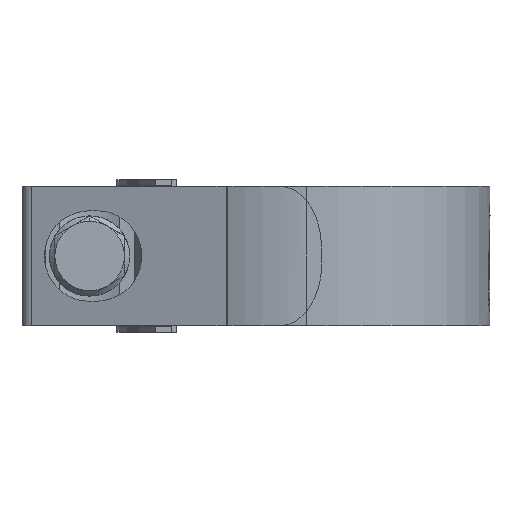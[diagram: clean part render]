
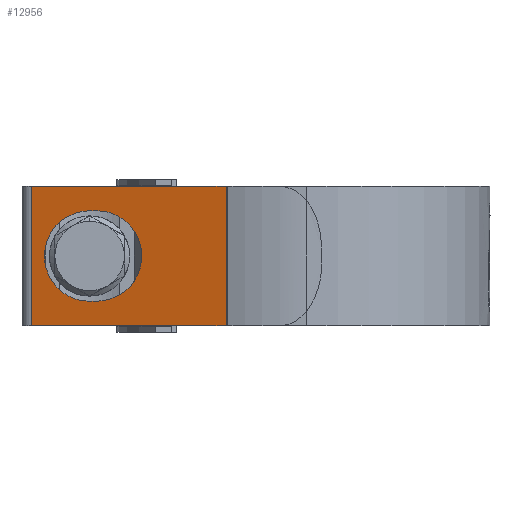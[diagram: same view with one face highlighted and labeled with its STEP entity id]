
A CAD part, left-side view. The second image highlights one B-rep face of the part: STEP entity #12956.
In plain terms, the highlighted planar face has unit normal (-0.957, 0.29, 0).
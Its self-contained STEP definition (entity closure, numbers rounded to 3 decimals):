
#113 = CARTESIAN_POINT ( 'NONE',  ( -16.389, 39.567, -10. ) ) ;
#393 = ORIENTED_EDGE ( 'NONE', *, *, #24719, .F. ) ;
#639 = VERTEX_POINT ( 'NONE', #18118 ) ;
#1184 = CARTESIAN_POINT ( 'NONE',  ( -24.86, 11.566, 10. ) ) ;
#1654 = ORIENTED_EDGE ( 'NONE', *, *, #13899, .T. ) ;
#1697 = VERTEX_POINT ( 'NONE', #3253 ) ;
#1807 = CARTESIAN_POINT ( 'NONE',  ( -19.227, 30.185, -6.5 ) ) ;
#2773 = LINE ( 'NONE', #33299, #3185 ) ;
#2850 = CARTESIAN_POINT ( 'NONE',  ( -19.227, 30.185, 6.5 ) ) ;
#3044 = DIRECTION ( 'NONE',  ( 0.29, 0.957, 0. ) ) ;
#3105 =( BOUNDED_CURVE ( )  B_SPLINE_CURVE ( 3, ( #1807, #4542, #10200, #32321 ),
 .UNSPECIFIED., .F., .T. ) 
 B_SPLINE_CURVE_WITH_KNOTS ( ( 4, 4 ),
 ( 4.712, 7.854 ),
 .UNSPECIFIED. ) 
 CURVE ( )  GEOMETRIC_REPRESENTATION_ITEM ( )  RATIONAL_B_SPLINE_CURVE ( ( 1., 0.333, 0.333, 1. ) ) 
 REPRESENTATION_ITEM ( '' )  );
#3122 = DIRECTION ( 'NONE',  ( -0.29, -0.957, 0. ) ) ;
#3185 = VECTOR ( 'NONE', #24945, 1000. ) ;
#3253 = CARTESIAN_POINT ( 'NONE',  ( -18.924, 31.185, 6.5 ) ) ;
#4542 = CARTESIAN_POINT ( 'NONE',  ( -23.16, 17.185, -6.5 ) ) ;
#4888 = VECTOR ( 'NONE', #3044, 1000. ) ;
#5826 = DIRECTION ( 'NONE',  ( -0.29, -0.957, 0. ) ) ;
#6268 = DIRECTION ( 'NONE',  ( 0.29, 0.957, 0. ) ) ;
#6538 = AXIS2_PLACEMENT_3D ( 'NONE', #1184, #28236, #6268 ) ;
#8171 = VERTEX_POINT ( 'NONE', #32359 ) ;
#10200 = CARTESIAN_POINT ( 'NONE',  ( -23.16, 17.185, 6.5 ) ) ;
#10440 = VERTEX_POINT ( 'NONE', #25694 ) ;
#10992 = EDGE_CURVE ( 'NONE', #8171, #24139, #3105, .T. ) ;
#12830 = VERTEX_POINT ( 'NONE', #113 ) ;
#12956 = ADVANCED_FACE ( 'NONE', ( #17337, #30956 ), #17158, .F. ) ;
#13899 = EDGE_CURVE ( 'NONE', #12830, #639, #20539, .T. ) ;
#14007 = LINE ( 'NONE', #14375, #15366 ) ;
#14135 = VECTOR ( 'NONE', #3122, 1000. ) ;
#14375 = CARTESIAN_POINT ( 'NONE',  ( -24.86, 11.566, -6.5 ) ) ;
#15116 = CARTESIAN_POINT ( 'NONE',  ( -16.389, 39.567, 10. ) ) ;
#15356 = DIRECTION ( 'NONE',  ( 0., 0., -1. ) ) ;
#15366 = VECTOR ( 'NONE', #5826, 1000. ) ;
#15388 = VECTOR ( 'NONE', #15356, 1000. ) ;
#15570 = LINE ( 'NONE', #32451, #23426 ) ;
#15740 = ORIENTED_EDGE ( 'NONE', *, *, #29905, .F. ) ;
#17158 = PLANE ( 'NONE',  #6538 ) ;
#17337 = FACE_OUTER_BOUND ( 'NONE', #33181, .T. ) ;
#17505 = EDGE_CURVE ( 'NONE', #1697, #33007, #29336, .T. ) ;
#17570 = LINE ( 'NONE', #28660, #4888 ) ;
#18118 = CARTESIAN_POINT ( 'NONE',  ( -24.86, 11.566, -10. ) ) ;
#18960 = LINE ( 'NONE', #30059, #15388 ) ;
#20539 = LINE ( 'NONE', #25647, #14135 ) ;
#21415 = CARTESIAN_POINT ( 'NONE',  ( -14.991, 44.185, -6.5 ) ) ;
#22030 = ORIENTED_EDGE ( 'NONE', *, *, #28675, .F. ) ;
#22115 = EDGE_CURVE ( 'NONE', #24139, #1697, #17570, .T. ) ;
#23426 = VECTOR ( 'NONE', #34984, 1000. ) ;
#24139 = VERTEX_POINT ( 'NONE', #2850 ) ;
#24719 = EDGE_CURVE ( 'NONE', #10440, #639, #15570, .T. ) ;
#24940 = ORIENTED_EDGE ( 'NONE', *, *, #17505, .F. ) ;
#24945 = DIRECTION ( 'NONE',  ( -0.29, -0.957, 0. ) ) ;
#25647 = CARTESIAN_POINT ( 'NONE',  ( -24.86, 11.566, -10. ) ) ;
#25694 = CARTESIAN_POINT ( 'NONE',  ( -24.86, 11.566, 10. ) ) ;
#26339 = CARTESIAN_POINT ( 'NONE',  ( -14.991, 44.185, 6.5 ) ) ;
#26676 = VERTEX_POINT ( 'NONE', #15116 ) ;
#28236 = DIRECTION ( 'NONE',  ( 0.957, -0.29, 0. ) ) ;
#28660 = CARTESIAN_POINT ( 'NONE',  ( -24.86, 11.566, 6.5 ) ) ;
#28675 = EDGE_CURVE ( 'NONE', #33007, #8171, #14007, .T. ) ;
#29024 = ORIENTED_EDGE ( 'NONE', *, *, #35232, .T. ) ;
#29241 = EDGE_LOOP ( 'NONE', ( #35260, #22030, #24940, #29604 ) ) ;
#29247 = CARTESIAN_POINT ( 'NONE',  ( -18.924, 31.185, 6.5 ) ) ;
#29336 =( BOUNDED_CURVE ( )  B_SPLINE_CURVE ( 3, ( #29247, #26339, #21415, #29431 ),
 .UNSPECIFIED., .F., .T. ) 
 B_SPLINE_CURVE_WITH_KNOTS ( ( 4, 4 ),
 ( 1.571, 4.712 ),
 .UNSPECIFIED. ) 
 CURVE ( )  GEOMETRIC_REPRESENTATION_ITEM ( )  RATIONAL_B_SPLINE_CURVE ( ( 1., 0.333, 0.333, 1. ) ) 
 REPRESENTATION_ITEM ( '' )  );
#29431 = CARTESIAN_POINT ( 'NONE',  ( -18.924, 31.185, -6.5 ) ) ;
#29604 = ORIENTED_EDGE ( 'NONE', *, *, #22115, .F. ) ;
#29905 = EDGE_CURVE ( 'NONE', #26676, #10440, #2773, .T. ) ;
#30059 = CARTESIAN_POINT ( 'NONE',  ( -16.389, 39.567, 10. ) ) ;
#30956 = FACE_BOUND ( 'NONE', #29241, .T. ) ;
#31286 = CARTESIAN_POINT ( 'NONE',  ( -18.924, 31.185, -6.5 ) ) ;
#32321 = CARTESIAN_POINT ( 'NONE',  ( -19.227, 30.185, 6.5 ) ) ;
#32359 = CARTESIAN_POINT ( 'NONE',  ( -19.227, 30.185, -6.5 ) ) ;
#32451 = CARTESIAN_POINT ( 'NONE',  ( -24.86, 11.566, 10. ) ) ;
#33007 = VERTEX_POINT ( 'NONE', #31286 ) ;
#33181 = EDGE_LOOP ( 'NONE', ( #1654, #393, #15740, #29024 ) ) ;
#33299 = CARTESIAN_POINT ( 'NONE',  ( -24.86, 11.566, 10. ) ) ;
#34984 = DIRECTION ( 'NONE',  ( 0., 0., -1. ) ) ;
#35232 = EDGE_CURVE ( 'NONE', #26676, #12830, #18960, .T. ) ;
#35260 = ORIENTED_EDGE ( 'NONE', *, *, #10992, .F. ) ;
